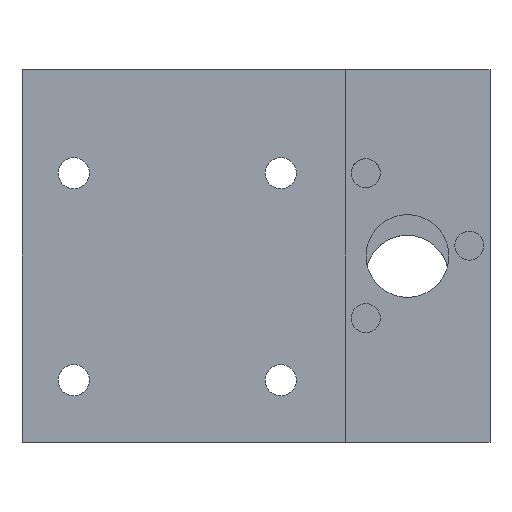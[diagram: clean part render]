
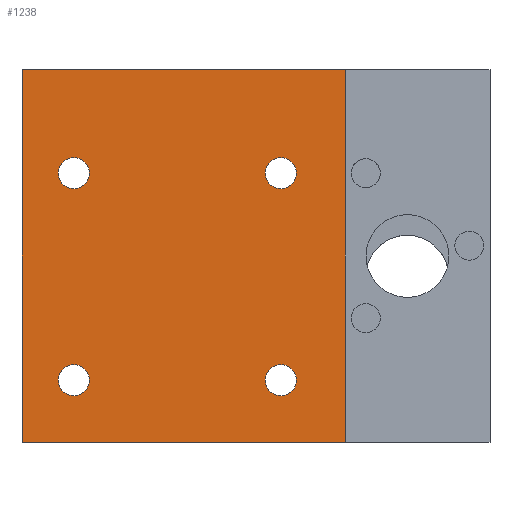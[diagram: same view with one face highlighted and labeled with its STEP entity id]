
A CAD part, front view. The second image highlights one B-rep face of the part: STEP entity #1238.
In plain terms, the highlighted planar face has unit normal (0, -1, 0).
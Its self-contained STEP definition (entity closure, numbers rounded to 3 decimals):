
#59=FACE_BOUND('',#258,.T.);
#60=FACE_BOUND('',#259,.T.);
#61=FACE_BOUND('',#260,.T.);
#62=FACE_BOUND('',#261,.T.);
#97=PLANE('',#1378);
#172=FACE_OUTER_BOUND('',#257,.T.);
#257=EDGE_LOOP('',(#1101,#1102,#1103,#1104));
#258=EDGE_LOOP('',(#1105));
#259=EDGE_LOOP('',(#1106));
#260=EDGE_LOOP('',(#1107));
#261=EDGE_LOOP('',(#1108));
#301=LINE('',#1800,#392);
#366=LINE('',#2422,#457);
#368=LINE('',#2429,#459);
#369=LINE('',#2430,#460);
#392=VECTOR('',#1442,10.);
#457=VECTOR('',#1683,10.);
#459=VECTOR('',#1691,10.);
#460=VECTOR('',#1692,10.);
#513=CIRCLE('',#1360,1.5);
#515=CIRCLE('',#1364,1.5);
#517=CIRCLE('',#1368,1.5);
#519=CIRCLE('',#1372,1.5);
#542=VERTEX_POINT('',#1797);
#543=VERTEX_POINT('',#1799);
#625=VERTEX_POINT('',#2383);
#627=VERTEX_POINT('',#2390);
#629=VERTEX_POINT('',#2397);
#631=VERTEX_POINT('',#2404);
#636=VERTEX_POINT('',#2420);
#638=VERTEX_POINT('',#2428);
#669=EDGE_CURVE('',#543,#542,#301,.T.);
#784=EDGE_CURVE('',#625,#625,#513,.T.);
#787=EDGE_CURVE('',#627,#627,#515,.T.);
#790=EDGE_CURVE('',#629,#629,#517,.T.);
#793=EDGE_CURVE('',#631,#631,#519,.T.);
#801=EDGE_CURVE('',#542,#636,#366,.T.);
#804=EDGE_CURVE('',#638,#636,#368,.T.);
#805=EDGE_CURVE('',#543,#638,#369,.T.);
#1101=ORIENTED_EDGE('',*,*,#801,.T.);
#1102=ORIENTED_EDGE('',*,*,#804,.F.);
#1103=ORIENTED_EDGE('',*,*,#805,.F.);
#1104=ORIENTED_EDGE('',*,*,#669,.T.);
#1105=ORIENTED_EDGE('',*,*,#784,.T.);
#1106=ORIENTED_EDGE('',*,*,#787,.T.);
#1107=ORIENTED_EDGE('',*,*,#790,.T.);
#1108=ORIENTED_EDGE('',*,*,#793,.T.);
#1238=ADVANCED_FACE('',(#172,#59,#60,#61,#62),#97,.T.);
#1360=AXIS2_PLACEMENT_3D('',#2385,#1641,#1642);
#1364=AXIS2_PLACEMENT_3D('',#2392,#1650,#1651);
#1368=AXIS2_PLACEMENT_3D('',#2399,#1659,#1660);
#1372=AXIS2_PLACEMENT_3D('',#2406,#1668,#1669);
#1378=AXIS2_PLACEMENT_3D('',#2427,#1689,#1690);
#1442=DIRECTION('',(0.,0.,1.));
#1641=DIRECTION('center_axis',(0.,1.,0.));
#1642=DIRECTION('ref_axis',(-1.,0.,0.));
#1650=DIRECTION('center_axis',(0.,1.,0.));
#1651=DIRECTION('ref_axis',(-1.,0.,0.));
#1659=DIRECTION('center_axis',(0.,1.,0.));
#1660=DIRECTION('ref_axis',(-1.,0.,0.));
#1668=DIRECTION('center_axis',(0.,1.,0.));
#1669=DIRECTION('ref_axis',(-1.,0.,0.));
#1683=DIRECTION('',(-1.,0.,0.));
#1689=DIRECTION('center_axis',(0.,-1.,0.));
#1690=DIRECTION('ref_axis',(1.,0.,0.));
#1691=DIRECTION('',(0.,0.,1.));
#1692=DIRECTION('',(-1.,0.,0.));
#1797=CARTESIAN_POINT('',(35.125,36.074,-45.909));
#1799=CARTESIAN_POINT('',(35.125,36.074,-81.909));
#1800=CARTESIAN_POINT('',(35.125,36.074,-81.909));
#2383=CARTESIAN_POINT('',(30.425,36.074,-55.909));
#2385=CARTESIAN_POINT('Origin',(28.925,36.074,-55.909));
#2390=CARTESIAN_POINT('',(10.425,36.074,-55.909));
#2392=CARTESIAN_POINT('Origin',(8.925,36.074,-55.909));
#2397=CARTESIAN_POINT('',(10.425,36.074,-75.909));
#2399=CARTESIAN_POINT('Origin',(8.925,36.074,-75.909));
#2404=CARTESIAN_POINT('',(30.425,36.074,-75.909));
#2406=CARTESIAN_POINT('Origin',(28.925,36.074,-75.909));
#2420=CARTESIAN_POINT('',(3.925,36.074,-45.909));
#2422=CARTESIAN_POINT('',(15.225,36.074,-45.909));
#2427=CARTESIAN_POINT('Origin',(3.925,36.074,-81.909));
#2428=CARTESIAN_POINT('',(3.925,36.074,-81.909));
#2429=CARTESIAN_POINT('',(3.925,36.074,-81.909));
#2430=CARTESIAN_POINT('',(35.125,36.074,-81.909));
